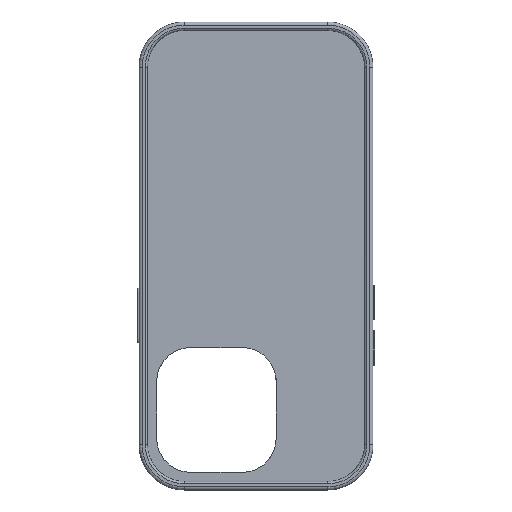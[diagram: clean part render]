
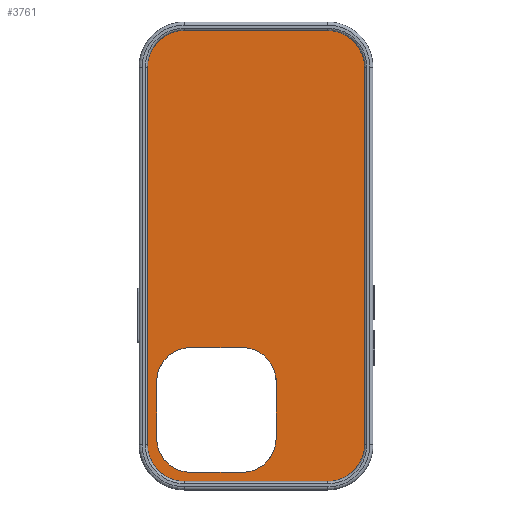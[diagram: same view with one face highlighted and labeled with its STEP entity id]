
A CAD part, top view. The second image highlights one B-rep face of the part: STEP entity #3761.
In plain terms, the highlighted free-form (B-spline) face has degree [1, 1] with [2, 2] control points.
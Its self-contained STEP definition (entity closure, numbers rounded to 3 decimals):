
#3347 = VERTEX_POINT('',#3348);
#3348 = CARTESIAN_POINT('',(-49.035,-85.203,0.));
#3353 = EDGE_CURVE('',#3347,#3354,#3356,.T.);
#3354 = VERTEX_POINT('',#3355);
#3355 = CARTESIAN_POINT('',(-49.035,85.203,0.));
#3356 = B_SPLINE_CURVE_WITH_KNOTS('',1,(#3357,#3358),.UNSPECIFIED.,.F.,
  .F.,(2,2),(0.,122.5),.PIECEWISE_BEZIER_KNOTS.);
#3357 = CARTESIAN_POINT('',(-49.035,-85.203,0.));
#3358 = CARTESIAN_POINT('',(-49.035,85.203,0.));
#3382 = VERTEX_POINT('',#3383);
#3383 = CARTESIAN_POINT('',(-32.342,-101.896,0.));
#3388 = EDGE_CURVE('',#3347,#3382,#3389,.T.);
#3389 = ( BOUNDED_CURVE() B_SPLINE_CURVE(2,(#3390,#3391,#3392),
.UNSPECIFIED.,.F.,.F.) B_SPLINE_CURVE_WITH_KNOTS((3,3),(0.,
1.571),.PIECEWISE_BEZIER_KNOTS.) CURVE() 
GEOMETRIC_REPRESENTATION_ITEM() RATIONAL_B_SPLINE_CURVE((1.,
0.707,1.)) REPRESENTATION_ITEM('') );
#3390 = CARTESIAN_POINT('',(-49.035,-85.203,0.));
#3391 = CARTESIAN_POINT('',(-49.035,-101.896,0.));
#3392 = CARTESIAN_POINT('',(-32.342,-101.896,0.));
#3413 = VERTEX_POINT('',#3414);
#3414 = CARTESIAN_POINT('',(32.342,-101.896,0.));
#3419 = EDGE_CURVE('',#3413,#3382,#3420,.T.);
#3420 = B_SPLINE_CURVE_WITH_KNOTS('',1,(#3421,#3422),.UNSPECIFIED.,.F.,
  .F.,(2,2),(0.,46.5),.PIECEWISE_BEZIER_KNOTS.);
#3421 = CARTESIAN_POINT('',(32.342,-101.896,0.));
#3422 = CARTESIAN_POINT('',(-32.342,-101.896,0.));
#3442 = VERTEX_POINT('',#3443);
#3443 = CARTESIAN_POINT('',(49.035,-85.203,0.));
#3448 = EDGE_CURVE('',#3413,#3442,#3449,.T.);
#3449 = ( BOUNDED_CURVE() B_SPLINE_CURVE(2,(#3450,#3451,#3452),
.UNSPECIFIED.,.F.,.F.) B_SPLINE_CURVE_WITH_KNOTS((3,3),(0.,
1.571),.PIECEWISE_BEZIER_KNOTS.) CURVE() 
GEOMETRIC_REPRESENTATION_ITEM() RATIONAL_B_SPLINE_CURVE((1.,
0.707,1.)) REPRESENTATION_ITEM('') );
#3450 = CARTESIAN_POINT('',(32.342,-101.896,0.));
#3451 = CARTESIAN_POINT('',(49.035,-101.896,0.));
#3452 = CARTESIAN_POINT('',(49.035,-85.203,0.));
#3465 = EDGE_CURVE('',#3466,#3468,#3470,.T.);
#3466 = VERTEX_POINT('',#3467);
#3467 = CARTESIAN_POINT('',(-6.19,-97.723,0.));
#3468 = VERTEX_POINT('',#3469);
#3469 = CARTESIAN_POINT('',(-29.56,-97.723,0.));
#3470 = B_SPLINE_CURVE_WITH_KNOTS('',1,(#3471,#3472),.UNSPECIFIED.,.F.,
  .F.,(2,2),(0.,16.8),.PIECEWISE_BEZIER_KNOTS.);
#3471 = CARTESIAN_POINT('',(-6.19,-97.723,0.));
#3472 = CARTESIAN_POINT('',(-29.56,-97.723,0.));
#3494 = VERTEX_POINT('',#3495);
#3495 = CARTESIAN_POINT('',(-44.862,-82.421,0.));
#3502 = EDGE_CURVE('',#3468,#3494,#3503,.T.);
#3503 = ( BOUNDED_CURVE() B_SPLINE_CURVE(2,(#3504,#3505,#3506),
.UNSPECIFIED.,.F.,.F.) B_SPLINE_CURVE_WITH_KNOTS((3,3),(4.712,
6.283),.PIECEWISE_BEZIER_KNOTS.) CURVE() 
GEOMETRIC_REPRESENTATION_ITEM() RATIONAL_B_SPLINE_CURVE((1.,
0.707,1.)) REPRESENTATION_ITEM('') );
#3504 = CARTESIAN_POINT('',(-29.56,-97.723,0.));
#3505 = CARTESIAN_POINT('',(-44.862,-97.723,0.));
#3506 = CARTESIAN_POINT('',(-44.862,-82.421,0.));
#3518 = EDGE_CURVE('',#3494,#3519,#3521,.T.);
#3519 = VERTEX_POINT('',#3520);
#3520 = CARTESIAN_POINT('',(-44.862,-56.686,0.));
#3521 = B_SPLINE_CURVE_WITH_KNOTS('',1,(#3522,#3523),.UNSPECIFIED.,.F.,
  .F.,(2,2),(0.,18.5),.PIECEWISE_BEZIER_KNOTS.);
#3522 = CARTESIAN_POINT('',(-44.862,-82.421,0.));
#3523 = CARTESIAN_POINT('',(-44.862,-56.686,0.));
#3541 = VERTEX_POINT('',#3542);
#3542 = CARTESIAN_POINT('',(-29.56,-41.384,0.));
#3549 = EDGE_CURVE('',#3519,#3541,#3550,.T.);
#3550 = ( BOUNDED_CURVE() B_SPLINE_CURVE(2,(#3551,#3552,#3553),
.UNSPECIFIED.,.F.,.F.) B_SPLINE_CURVE_WITH_KNOTS((3,3),(4.712,
6.283),.PIECEWISE_BEZIER_KNOTS.) CURVE() 
GEOMETRIC_REPRESENTATION_ITEM() RATIONAL_B_SPLINE_CURVE((1.,
0.707,1.)) REPRESENTATION_ITEM('') );
#3551 = CARTESIAN_POINT('',(-44.862,-56.686,0.));
#3552 = CARTESIAN_POINT('',(-44.862,-41.384,0.));
#3553 = CARTESIAN_POINT('',(-29.56,-41.384,0.));
#3565 = EDGE_CURVE('',#3541,#3566,#3568,.T.);
#3566 = VERTEX_POINT('',#3567);
#3567 = CARTESIAN_POINT('',(-6.19,-41.384,0.));
#3568 = B_SPLINE_CURVE_WITH_KNOTS('',1,(#3569,#3570),.UNSPECIFIED.,.F.,
  .F.,(2,2),(0.,16.8),.PIECEWISE_BEZIER_KNOTS.);
#3569 = CARTESIAN_POINT('',(-29.56,-41.384,0.));
#3570 = CARTESIAN_POINT('',(-6.19,-41.384,0.));
#3588 = VERTEX_POINT('',#3589);
#3589 = CARTESIAN_POINT('',(9.112,-56.686,0.));
#3596 = EDGE_CURVE('',#3566,#3588,#3597,.T.);
#3597 = ( BOUNDED_CURVE() B_SPLINE_CURVE(2,(#3598,#3599,#3600),
.UNSPECIFIED.,.F.,.F.) B_SPLINE_CURVE_WITH_KNOTS((3,3),(4.712,
6.283),.PIECEWISE_BEZIER_KNOTS.) CURVE() 
GEOMETRIC_REPRESENTATION_ITEM() RATIONAL_B_SPLINE_CURVE((1.,
0.707,1.)) REPRESENTATION_ITEM('') );
#3598 = CARTESIAN_POINT('',(-6.19,-41.384,0.));
#3599 = CARTESIAN_POINT('',(9.112,-41.384,0.));
#3600 = CARTESIAN_POINT('',(9.112,-56.686,0.));
#3612 = EDGE_CURVE('',#3588,#3613,#3615,.T.);
#3613 = VERTEX_POINT('',#3614);
#3614 = CARTESIAN_POINT('',(9.112,-82.421,0.));
#3615 = B_SPLINE_CURVE_WITH_KNOTS('',1,(#3616,#3617),.UNSPECIFIED.,.F.,
  .F.,(2,2),(0.,18.5),.PIECEWISE_BEZIER_KNOTS.);
#3616 = CARTESIAN_POINT('',(9.112,-56.686,0.));
#3617 = CARTESIAN_POINT('',(9.112,-82.421,0.));
#3637 = EDGE_CURVE('',#3613,#3466,#3638,.T.);
#3638 = ( BOUNDED_CURVE() B_SPLINE_CURVE(2,(#3639,#3640,#3641),
.UNSPECIFIED.,.F.,.F.) B_SPLINE_CURVE_WITH_KNOTS((3,3),(4.712,
6.283),.PIECEWISE_BEZIER_KNOTS.) CURVE() 
GEOMETRIC_REPRESENTATION_ITEM() RATIONAL_B_SPLINE_CURVE((1.,
0.707,1.)) REPRESENTATION_ITEM('') );
#3639 = CARTESIAN_POINT('',(9.112,-82.421,0.));
#3640 = CARTESIAN_POINT('',(9.112,-97.723,0.));
#3641 = CARTESIAN_POINT('',(-6.19,-97.723,0.));
#3661 = VERTEX_POINT('',#3662);
#3662 = CARTESIAN_POINT('',(49.035,85.203,0.));
#3667 = EDGE_CURVE('',#3661,#3442,#3668,.T.);
#3668 = B_SPLINE_CURVE_WITH_KNOTS('',1,(#3669,#3670),.UNSPECIFIED.,.F.,
  .F.,(2,2),(0.,122.5),.PIECEWISE_BEZIER_KNOTS.);
#3669 = CARTESIAN_POINT('',(49.035,85.203,0.));
#3670 = CARTESIAN_POINT('',(49.035,-85.203,0.));
#3690 = VERTEX_POINT('',#3691);
#3691 = CARTESIAN_POINT('',(32.342,101.896,0.));
#3696 = EDGE_CURVE('',#3661,#3690,#3697,.T.);
#3697 = ( BOUNDED_CURVE() B_SPLINE_CURVE(2,(#3698,#3699,#3700),
.UNSPECIFIED.,.F.,.F.) B_SPLINE_CURVE_WITH_KNOTS((3,3),(0.,
1.571),.PIECEWISE_BEZIER_KNOTS.) CURVE() 
GEOMETRIC_REPRESENTATION_ITEM() RATIONAL_B_SPLINE_CURVE((1.,
0.707,1.)) REPRESENTATION_ITEM('') );
#3698 = CARTESIAN_POINT('',(49.035,85.203,0.));
#3699 = CARTESIAN_POINT('',(49.035,101.896,0.));
#3700 = CARTESIAN_POINT('',(32.342,101.896,0.));
#3721 = VERTEX_POINT('',#3722);
#3722 = CARTESIAN_POINT('',(-32.342,101.896,0.));
#3727 = EDGE_CURVE('',#3721,#3690,#3728,.T.);
#3728 = B_SPLINE_CURVE_WITH_KNOTS('',1,(#3729,#3730),.UNSPECIFIED.,.F.,
  .F.,(2,2),(0.,46.5),.PIECEWISE_BEZIER_KNOTS.);
#3729 = CARTESIAN_POINT('',(-32.342,101.896,0.));
#3730 = CARTESIAN_POINT('',(32.342,101.896,0.));
#3748 = EDGE_CURVE('',#3721,#3354,#3749,.T.);
#3749 = ( BOUNDED_CURVE() B_SPLINE_CURVE(2,(#3750,#3751,#3752),
.UNSPECIFIED.,.F.,.F.) B_SPLINE_CURVE_WITH_KNOTS((3,3),(0.,
1.571),.PIECEWISE_BEZIER_KNOTS.) CURVE() 
GEOMETRIC_REPRESENTATION_ITEM() RATIONAL_B_SPLINE_CURVE((1.,
0.707,1.)) REPRESENTATION_ITEM('') );
#3750 = CARTESIAN_POINT('',(-32.342,101.896,0.));
#3751 = CARTESIAN_POINT('',(-49.035,101.896,0.));
#3752 = CARTESIAN_POINT('',(-49.035,85.203,0.));
#3761 = ADVANCED_FACE('',(#3762,#3772),#3782,.T.);
#3762 = FACE_BOUND('',#3763,.T.);
#3763 = EDGE_LOOP('',(#3764,#3765,#3766,#3767,#3768,#3769,#3770,#3771));
#3764 = ORIENTED_EDGE('',*,*,#3448,.T.);
#3765 = ORIENTED_EDGE('',*,*,#3667,.F.);
#3766 = ORIENTED_EDGE('',*,*,#3696,.T.);
#3767 = ORIENTED_EDGE('',*,*,#3727,.F.);
#3768 = ORIENTED_EDGE('',*,*,#3748,.T.);
#3769 = ORIENTED_EDGE('',*,*,#3353,.F.);
#3770 = ORIENTED_EDGE('',*,*,#3388,.T.);
#3771 = ORIENTED_EDGE('',*,*,#3419,.F.);
#3772 = FACE_BOUND('',#3773,.T.);
#3773 = EDGE_LOOP('',(#3774,#3775,#3776,#3777,#3778,#3779,#3780,#3781));
#3774 = ORIENTED_EDGE('',*,*,#3637,.T.);
#3775 = ORIENTED_EDGE('',*,*,#3465,.T.);
#3776 = ORIENTED_EDGE('',*,*,#3502,.T.);
#3777 = ORIENTED_EDGE('',*,*,#3518,.T.);
#3778 = ORIENTED_EDGE('',*,*,#3549,.T.);
#3779 = ORIENTED_EDGE('',*,*,#3565,.T.);
#3780 = ORIENTED_EDGE('',*,*,#3596,.T.);
#3781 = ORIENTED_EDGE('',*,*,#3612,.T.);
#3782 = B_SPLINE_SURFACE_WITH_KNOTS('',1,1,(
    (#3783,#3784)
    ,(#3785,#3786
  )),.UNSPECIFIED.,.F.,.F.,.F.,(2,2),(2,2),(-35.25,35.25),(-73.25,73.25)
  ,.PIECEWISE_BEZIER_KNOTS.);
#3783 = CARTESIAN_POINT('',(-49.035,-101.896,0.));
#3784 = CARTESIAN_POINT('',(-49.035,101.896,0.));
#3785 = CARTESIAN_POINT('',(49.035,-101.896,0.));
#3786 = CARTESIAN_POINT('',(49.035,101.896,0.));
